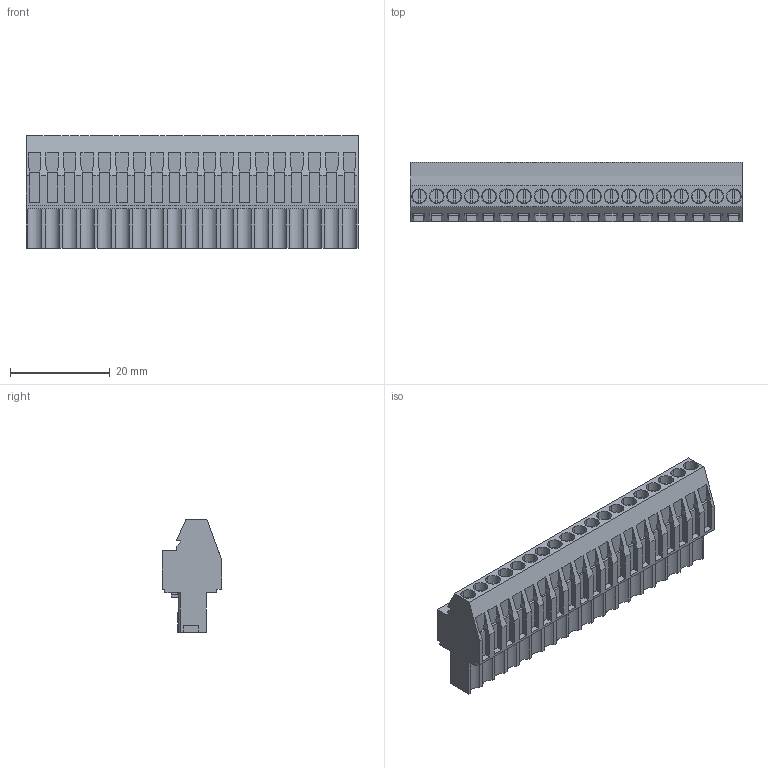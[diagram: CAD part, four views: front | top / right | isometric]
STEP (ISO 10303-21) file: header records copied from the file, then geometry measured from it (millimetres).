
FILE_DESCRIPTION(('CATIA V5 STEP Exchange','CAx-IF Rec.Pracs.--- Model Styling and Organization---1.2---2011-12-15'),'2;1');
FILE_NAME ('D1454023_0_1638720000_1638720000.stp','2017-04-18T06:30:58+00:00',('none'),('Weidmueller'),'CATIA Version 5-6 Release 2014','CATIA V5 STEP AP214','none');
FILE_SCHEMA(('AUTOMOTIVE_DESIGN { 1 0 10303 214 1 1 1 1 }'));
Length unit declared in the file: millimetre
Products named in the file (1): 1638720000
Bounding box: 66.5 x 11.83 x 22.6 mm (x, y, z)
Volume: 10230.5 mm3; surface area: 7642.2 mm2
Topology: 20 solids, 20 shells, 1086 faces, 3000 edges, 2030 vertices
Faces by surface type: plane 934, cylinder 152
Entity records: 32045 total; most frequent: ORIENTED_EDGE 6000, CARTESIAN_POINT 5925, DIRECTION 4294, EDGE_CURVE 3000, VECTOR 2506, LINE 2506, VERTEX_POINT 2030, EDGE_LOOP 1162
